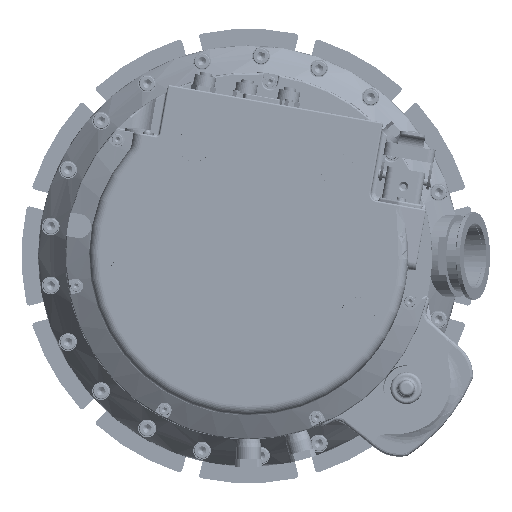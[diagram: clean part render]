
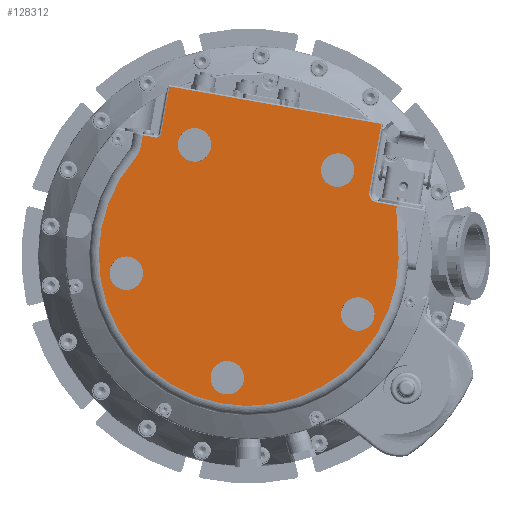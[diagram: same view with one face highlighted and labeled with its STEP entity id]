
A CAD part, front view. The second image highlights one B-rep face of the part: STEP entity #128312.
In plain terms, the highlighted planar face has unit normal (0, -1, 0).
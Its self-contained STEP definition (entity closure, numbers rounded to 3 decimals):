
#128151=CARTESIAN_POINT('',(-50.615,-155.,107.421));
#128152=DIRECTION('',(0.0,-1.0,0.0));
#128153=DIRECTION('',(0.0,0.0,-1.0));
#128154=AXIS2_PLACEMENT_3D('',#128151,#128152,#128153);
#128155=PLANE('',#128154);
#128156=CARTESIAN_POINT('',(75.591,-155.,39.981));
#128157=VERTEX_POINT('',#128156);
#128158=CARTESIAN_POINT('',(83.145,-155.,82.82));
#128159=VERTEX_POINT('',#128158);
#128160=CARTESIAN_POINT('',(75.591,-155.,39.981));
#128161=DIRECTION('',(0.174,0.,0.985));
#128162=VECTOR('',#128161,43.5);
#128163=LINE('',#128160,#128162);
#128164=EDGE_CURVE('',#128157,#128159,#128163,.T.);
#128165=ORIENTED_EDGE('',*,*,#128164,.T.);
#128166=CARTESIAN_POINT('',(-49.804,-155.,106.263));
#128167=VERTEX_POINT('',#128166);
#128168=CARTESIAN_POINT('',(83.145,-155.,82.82));
#128169=DIRECTION('',(-0.985,0.,0.174));
#128170=VECTOR('',#128169,135.);
#128171=LINE('',#128168,#128170);
#128172=EDGE_CURVE('',#128159,#128167,#128171,.T.);
#128173=ORIENTED_EDGE('',*,*,#128172,.T.);
#128174=CARTESIAN_POINT('',(-55.014,-155.,76.719));
#128175=VERTEX_POINT('',#128174);
#128176=CARTESIAN_POINT('',(-49.804,-155.,106.263));
#128177=DIRECTION('',(-0.174,0.,-0.985));
#128178=VECTOR('',#128177,30.);
#128179=LINE('',#128176,#128178);
#128180=EDGE_CURVE('',#128167,#128175,#128179,.T.);
#128181=ORIENTED_EDGE('',*,*,#128180,.T.);
#128182=CARTESIAN_POINT('',(-58.489,-155.,74.285));
#128183=VERTEX_POINT('',#128182);
#128184=CARTESIAN_POINT('',(-57.968,-155.,77.24));
#128185=DIRECTION('',(0.,1.,0.));
#128186=DIRECTION('',(-0.985,0.,0.174));
#128187=AXIS2_PLACEMENT_3D('',#128184,#128185,#128186);
#128188=CIRCLE('',#128187,3.0);
#128189=EDGE_CURVE('',#128175,#128183,#128188,.T.);
#128190=ORIENTED_EDGE('',*,*,#128189,.T.);
#128191=CARTESIAN_POINT('',(-66.368,-155.,75.674));
#128192=VERTEX_POINT('',#128191);
#128193=CARTESIAN_POINT('',(-58.489,-155.,74.285));
#128194=DIRECTION('',(-0.985,0.0,0.174));
#128195=VECTOR('',#128194,8.);
#128196=LINE('',#128193,#128195);
#128197=EDGE_CURVE('',#128183,#128192,#128196,.T.);
#128198=ORIENTED_EDGE('',*,*,#128197,.T.);
#128199=CARTESIAN_POINT('',(-67.531,-155.,69.077));
#128200=VERTEX_POINT('',#128199);
#128201=CARTESIAN_POINT('',(-66.368,-155.,75.674));
#128202=DIRECTION('',(-0.174,0.0,-0.985));
#128203=VECTOR('',#128202,6.699);
#128204=LINE('',#128201,#128203);
#128205=EDGE_CURVE('',#128192,#128200,#128204,.T.);
#128206=ORIENTED_EDGE('',*,*,#128205,.T.);
#128207=CARTESIAN_POINT('',(-71.173,-155.,61.403));
#128208=VERTEX_POINT('',#128207);
#128209=CARTESIAN_POINT('',(-83.288,-155.,71.855));
#128210=DIRECTION('',(0.,1.,0.));
#128211=DIRECTION('',(-0.985,0.,0.174));
#128212=AXIS2_PLACEMENT_3D('',#128209,#128210,#128211);
#128213=CIRCLE('',#128212,16.0);
#128214=EDGE_CURVE('',#128200,#128208,#128213,.T.);
#128215=ORIENTED_EDGE('',*,*,#128214,.T.);
#128216=CARTESIAN_POINT('',(93.978,-155.,-2.033));
#128217=VERTEX_POINT('',#128216);
#128218=CARTESIAN_POINT('',(0.,-155.,0.));
#128219=DIRECTION('',(0.,-1.0,0.));
#128220=DIRECTION('',(-0.985,0.,0.174));
#128221=AXIS2_PLACEMENT_3D('',#128218,#128219,#128220);
#128222=CIRCLE('',#128221,94.);
#128223=EDGE_CURVE('',#128208,#128217,#128222,.T.);
#128224=ORIENTED_EDGE('',*,*,#128223,.T.);
#128225=CARTESIAN_POINT('',(92.924,-155.0,31.34));
#128226=VERTEX_POINT('',#128225);
#128227=CARTESIAN_POINT('',(93.978,-155.,-2.033));
#128228=CARTESIAN_POINT('',(94.099,-155.,3.552));
#128229=CARTESIAN_POINT('',(93.753,-155.,9.128));
#128230=CARTESIAN_POINT('',(93.036,-155.0,17.466));
#128231=CARTESIAN_POINT('',(92.762,-155.0,20.244));
#128232=CARTESIAN_POINT('',(92.493,-155.0,24.419));
#128233=CARTESIAN_POINT('',(92.427,-155.0,25.815));
#128234=CARTESIAN_POINT('',(92.455,-155.0,28.593));
#128235=CARTESIAN_POINT('',(92.503,-155.0,29.98));
#128236=CARTESIAN_POINT('',(92.924,-155.0,31.34));
#128237=B_SPLINE_CURVE_WITH_KNOTS('',3,(#128227,#128228,#128229,#128230,#128231,#128232,#128233,#128234,#128235,#128236),.UNSPECIFIED.,.F.,.U.,(4,2,2,2,4),(0.0,0.5,0.75,0.875,1.0),.UNSPECIFIED.);
#128238=EDGE_CURVE('',#128217,#128226,#128237,.T.);
#128239=ORIENTED_EDGE('',*,*,#128238,.T.);
#128240=CARTESIAN_POINT('',(80.052,-155.0,33.61));
#128241=VERTEX_POINT('',#128240);
#128242=CARTESIAN_POINT('',(92.924,-155.0,31.34));
#128243=DIRECTION('',(-0.985,0.0,0.174));
#128244=VECTOR('',#128243,13.07);
#128245=LINE('',#128242,#128244);
#128246=EDGE_CURVE('',#128226,#128241,#128245,.T.);
#128247=ORIENTED_EDGE('',*,*,#128246,.T.);
#128248=CARTESIAN_POINT('',(81.007,-155.,39.026));
#128249=DIRECTION('',(0.,1.,0.));
#128250=DIRECTION('',(-0.985,0.,0.174));
#128251=AXIS2_PLACEMENT_3D('',#128248,#128249,#128250);
#128252=CIRCLE('',#128251,5.5);
#128253=EDGE_CURVE('',#128241,#128157,#128252,.T.);
#128254=ORIENTED_EDGE('',*,*,#128253,.T.);
#128255=EDGE_LOOP('',(#128165,#128173,#128181,#128190,#128198,#128206,#128215,#128224,#128239,#128247,#128254));
#128256=FACE_OUTER_BOUND('',#128255,.T.);
#128257=CARTESIAN_POINT('',(-87.086,-155.,-8.963));
#128258=VERTEX_POINT('',#128257);
#128259=CARTESIAN_POINT('',(-76.746,-155.,-10.786));
#128260=DIRECTION('',(0.,-1.0,0.));
#128261=DIRECTION('',(-0.985,0.,0.174));
#128262=AXIS2_PLACEMENT_3D('',#128259,#128260,#128261);
#128263=CIRCLE('',#128262,10.5);
#128264=EDGE_CURVE('',#128258,#128258,#128263,.T.);
#128265=ORIENTED_EDGE('',*,*,#128264,.F.);
#128266=EDGE_LOOP('',(#128265));
#128267=FACE_BOUND('',#128266,.T.);
#128268=CARTESIAN_POINT('',(-44.314,-155.,71.48));
#128269=VERTEX_POINT('',#128268);
#128270=CARTESIAN_POINT('',(-33.974,-155.,69.657));
#128271=DIRECTION('',(0.,-1.0,0.));
#128272=DIRECTION('',(-0.985,0.,0.174));
#128273=AXIS2_PLACEMENT_3D('',#128270,#128271,#128272);
#128274=CIRCLE('',#128273,10.5);
#128275=EDGE_CURVE('',#128269,#128269,#128274,.T.);
#128276=ORIENTED_EDGE('',*,*,#128275,.F.);
#128277=EDGE_LOOP('',(#128276));
#128278=FACE_BOUND('',#128277,.T.);
#128279=CARTESIAN_POINT('',(45.408,-155.,55.659));
#128280=VERTEX_POINT('',#128279);
#128281=CARTESIAN_POINT('',(55.749,-155.,53.836));
#128282=DIRECTION('',(0.,-1.0,0.));
#128283=DIRECTION('',(-0.985,0.,0.174));
#128284=AXIS2_PLACEMENT_3D('',#128281,#128282,#128283);
#128285=CIRCLE('',#128284,10.5);
#128286=EDGE_CURVE('',#128280,#128280,#128285,.T.);
#128287=ORIENTED_EDGE('',*,*,#128286,.F.);
#128288=EDGE_LOOP('',(#128287));
#128289=FACE_BOUND('',#128288,.T.);
#128290=CARTESIAN_POINT('',(58.088,-155.,-34.561));
#128291=VERTEX_POINT('',#128290);
#128292=CARTESIAN_POINT('',(68.428,-155.,-36.384));
#128293=DIRECTION('',(0.,-1.0,0.));
#128294=DIRECTION('',(-0.985,0.,0.174));
#128295=AXIS2_PLACEMENT_3D('',#128292,#128293,#128294);
#128296=CIRCLE('',#128295,10.5);
#128297=EDGE_CURVE('',#128291,#128291,#128296,.T.);
#128298=ORIENTED_EDGE('',*,*,#128297,.F.);
#128299=EDGE_LOOP('',(#128298));
#128300=FACE_BOUND('',#128299,.T.);
#128301=CARTESIAN_POINT('',(-23.798,-155.,-74.499));
#128302=VERTEX_POINT('',#128301);
#128303=CARTESIAN_POINT('',(-13.458,-155.,-76.323));
#128304=DIRECTION('',(0.,-1.0,0.));
#128305=DIRECTION('',(-0.985,0.,0.174));
#128306=AXIS2_PLACEMENT_3D('',#128303,#128304,#128305);
#128307=CIRCLE('',#128306,10.5);
#128308=EDGE_CURVE('',#128302,#128302,#128307,.T.);
#128309=ORIENTED_EDGE('',*,*,#128308,.F.);
#128310=EDGE_LOOP('',(#128309));
#128311=FACE_BOUND('',#128310,.T.);
#128312=ADVANCED_FACE('',(#128256,#128267,#128278,#128289,#128300,#128311),#128155,.T.);
